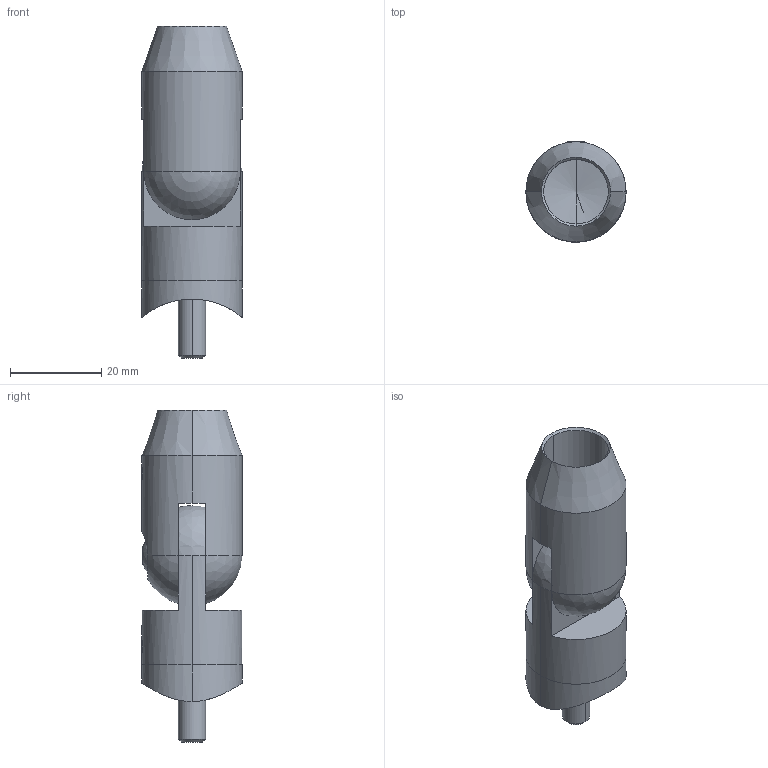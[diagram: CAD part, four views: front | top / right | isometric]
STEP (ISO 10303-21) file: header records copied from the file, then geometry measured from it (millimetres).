
FILE_DESCRIPTION (( 'STEP AP203' ), '1' );
FILE_NAME ('50441-240.step', '2020-09-29T08:23:05', ( '' ), ( '' ), 'SwSTEP 2.0', 'SolidWorks 2018', '' );
FILE_SCHEMA (( 'CONFIG_CONTROL_DESIGN' ));
Length unit declared in the file: millimetre
Products named in the file (16): 5044X-240-XX Teil1; 5044X-240-XX Teil3_50441-240 Teil3; DIN913; 50441-240; DIN913_DIN 913 M5x4; DIN 7380; 5044X-240-XX Teil3; DIN914_DIN 914 M5x5; 5044X-240-XX Teil2_5044X-240-XX Teil2; DIN 7380_DIN 7380 M5x12; 5044X-240-XX Teil2; DIN-7991 M3-M10_DIN7991 M6x25; 5044X-240-XX Teil1_50441-240 Teil1; DIN-7991 M3-M10; DIN914
Assembly tree (11 placements, depth 2):
  5044X-240-XX Teil1
  50441-240
    5044X-240-XX Teil1_50441-240 Teil1
    5044X-240-XX Teil2_5044X-240-XX Teil2
    5044X-240-XX Teil3_50441-240 Teil3
    DIN-7991 M3-M10_DIN7991 M6x25
    DIN914_DIN 914 M5x5
    DIN913_DIN 913 M5x4
    DIN 7380_DIN 7380 M5x12
  5044X-240-XX Teil3
  5044X-240-XX Teil2
  50441-240
    DIN914
    DIN 7380
    DIN-7991 M3-M10
    DIN913
Bounding box: 22 x 22 x 72.92 mm (x, y, z)
Volume: 16592.7 mm3; surface area: 10923.8 mm2
Topology: 7 solids, 7 shells, 375 faces, 944 edges, 606 vertices
Faces by surface type: plane 174, bspline 80, cylinder 69, cone 45, sphere 5, torus 2
Entity records: 19691 total; most frequent: CARTESIAN_POINT 9660, ORIENTED_EDGE 1848, DIRECTION 1581, EDGE_CURVE 924, VERTEX_POINT 596, AXIS2_PLACEMENT_3D 554, LINE 473, VECTOR 473
